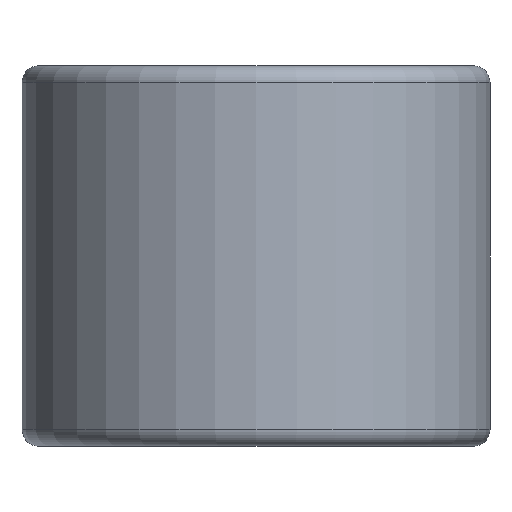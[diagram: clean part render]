
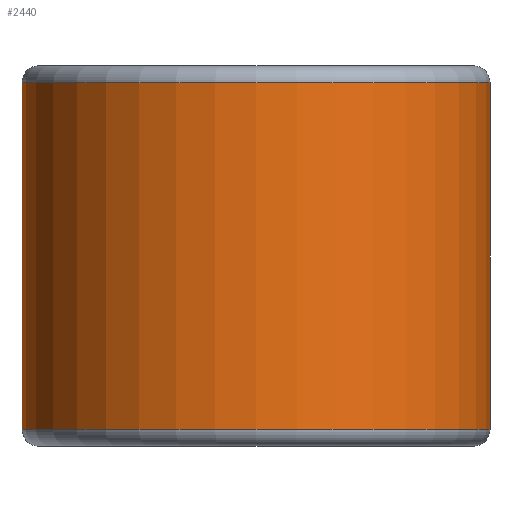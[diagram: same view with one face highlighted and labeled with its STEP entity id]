
A CAD part, front view. The second image highlights one B-rep face of the part: STEP entity #2440.
In plain terms, the highlighted cylindrical face has radius 10.706 mm (diameter 21.412 mm), a partial arc.
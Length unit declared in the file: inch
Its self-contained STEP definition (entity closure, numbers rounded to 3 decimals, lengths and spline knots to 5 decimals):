
#167 = ORIENTED_EDGE ( 'NONE', *, *, #524, .T. ) ;
#207 = CARTESIAN_POINT ( 'NONE',  ( 0.765, -1.218, 0.3125 ) ) ;
#209 = VECTOR ( 'NONE', #1970, 39.37008 ) ;
#405 = AXIS2_PLACEMENT_3D ( 'NONE', #2279, #1004, #2473 ) ;
#412 = CARTESIAN_POINT ( 'NONE',  ( 0.3435, -1.218, 0. ) ) ;
#454 = CIRCLE ( 'NONE', #405, 0.4215 ) ;
#524 = EDGE_CURVE ( 'NONE', #809, #1940, #2131, .T. ) ;
#721 = CARTESIAN_POINT ( 'NONE',  ( -0.078, -1.218, 0.3125 ) ) ;
#809 = VERTEX_POINT ( 'NONE', #2649 ) ;
#850 = DIRECTION ( 'NONE',  ( 0., 0., 1. ) ) ;
#860 = ORIENTED_EDGE ( 'NONE', *, *, #2489, .T. ) ;
#868 = CIRCLE ( 'NONE', #1640, 0.4215 ) ;
#994 = EDGE_CURVE ( 'NONE', #2268, #2386, #1337, .T. ) ;
#1000 = CARTESIAN_POINT ( 'NONE',  ( 0.765, -1.218, -0.3125 ) ) ;
#1004 = DIRECTION ( 'NONE',  ( 0., 0., 1. ) ) ;
#1144 = CARTESIAN_POINT ( 'NONE',  ( 0.765, -1.218, 0. ) ) ;
#1169 = DIRECTION ( 'NONE',  ( 0., 0., -1. ) ) ;
#1215 = EDGE_LOOP ( 'NONE', ( #860, #2425, #2345, #167 ) ) ;
#1337 = LINE ( 'NONE', #1144, #209 ) ;
#1460 = CYLINDRICAL_SURFACE ( 'NONE', #1480, 0.4215 ) ;
#1480 = AXIS2_PLACEMENT_3D ( 'NONE', #412, #2505, #2516 ) ;
#1578 = VECTOR ( 'NONE', #1169, 39.37008 ) ;
#1640 = AXIS2_PLACEMENT_3D ( 'NONE', #2136, #850, #2330 ) ;
#1717 = FACE_OUTER_BOUND ( 'NONE', #1215, .T. ) ;
#1940 = VERTEX_POINT ( 'NONE', #2361 ) ;
#1970 = DIRECTION ( 'NONE',  ( 0., 0., 1. ) ) ;
#2131 = LINE ( 'NONE', #721, #1578 ) ;
#2136 = CARTESIAN_POINT ( 'NONE',  ( 0.3435, -1.218, -0.3125 ) ) ;
#2268 = VERTEX_POINT ( 'NONE', #1000 ) ;
#2279 = CARTESIAN_POINT ( 'NONE',  ( 0.3435, -1.218, 0.3125 ) ) ;
#2280 = EDGE_CURVE ( 'NONE', #809, #2386, #454, .T. ) ;
#2330 = DIRECTION ( 'NONE',  ( 1., 0., 0. ) ) ;
#2345 = ORIENTED_EDGE ( 'NONE', *, *, #2280, .F. ) ;
#2361 = CARTESIAN_POINT ( 'NONE',  ( -0.078, -1.218, -0.3125 ) ) ;
#2386 = VERTEX_POINT ( 'NONE', #207 ) ;
#2425 = ORIENTED_EDGE ( 'NONE', *, *, #994, .T. ) ;
#2440 = ADVANCED_FACE ( 'NONE', ( #1717 ), #1460, .T. ) ;
#2473 = DIRECTION ( 'NONE',  ( 1., 0., 0. ) ) ;
#2489 = EDGE_CURVE ( 'NONE', #1940, #2268, #868, .T. ) ;
#2505 = DIRECTION ( 'NONE',  ( 0., 0., 1. ) ) ;
#2516 = DIRECTION ( 'NONE',  ( 1., 0., 0. ) ) ;
#2649 = CARTESIAN_POINT ( 'NONE',  ( -0.078, -1.218, 0.3125 ) ) ;
